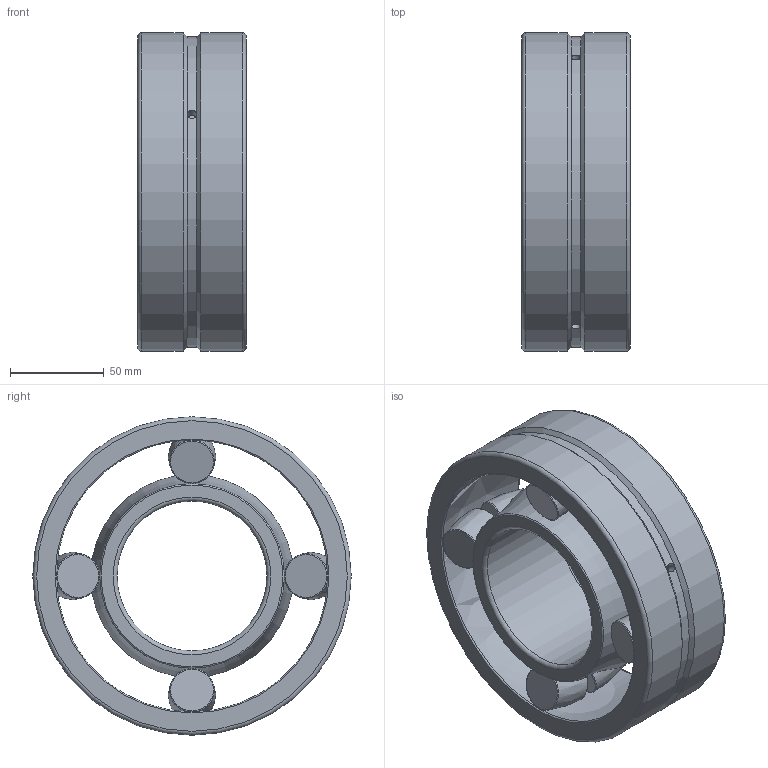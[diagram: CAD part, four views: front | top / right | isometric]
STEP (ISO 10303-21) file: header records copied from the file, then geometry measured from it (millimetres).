
FILE_DESCRIPTION(/* description */ (''),/* implementation_level */ '2;1');
FILE_NAME(/* name */ '22316MB.W33.iam.step',/* time_stamp */ '2023-05-12T12:12:39+02:00',/* author */ ('Hübner'),/* organization */ (''),/* preprocessor_version */ 'ST-DEVELOPER v18.1',/* originating_system */ 'Autodesk Inventor 2021',/* authorisation */ '');
FILE_SCHEMA (('AUTOMOTIVE_DESIGN { 1 0 10303 214 3 1 1 }'));
Length unit declared in the file: millimetre
Products named in the file (4): 22316MB.W33; IR.22316; AR.22316S; TORO.22316
Assembly tree (10 placements, depth 2):
  22316MB.W33
    IR.22316
    AR.22316S
    TORO.22316  x8
Bounding box: 58 x 170 x 170 mm (x, y, z)
Volume: 527088.2 mm3; surface area: 130943.2 mm2
Topology: 10 solids, 10 shells, 65 faces, 118 edges, 72 vertices
Faces by surface type: torus 26, plane 20, cylinder 8, bspline 8, cone 2, sphere 1
Full cylindrical faces by diameter (mm): 4.8 x3, 80 x1, 108.25 x1, 165.78 x1, 170 x2
Entity records: 1242 total; most frequent: CARTESIAN_POINT 284, DIRECTION 200, ORIENTED_EDGE 136, AXIS2_PLACEMENT_3D 95, EDGE_CURVE 68, CIRCLE 52, VERTEX_POINT 44, EDGE_LOOP 40
